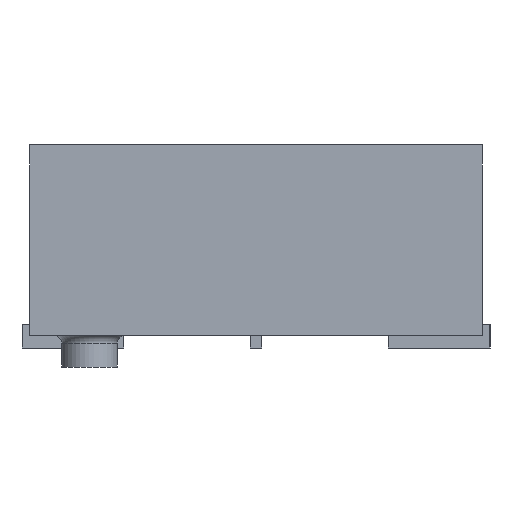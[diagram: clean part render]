
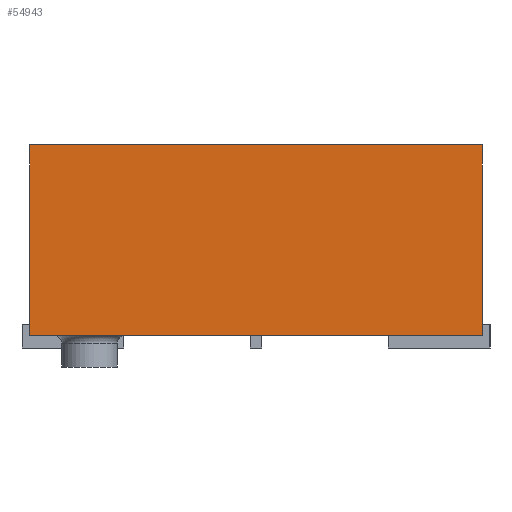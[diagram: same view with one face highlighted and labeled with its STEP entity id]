
A CAD part, left-side view. The second image highlights one B-rep face of the part: STEP entity #54943.
In plain terms, the highlighted planar face has unit normal (-1, 0, 0).
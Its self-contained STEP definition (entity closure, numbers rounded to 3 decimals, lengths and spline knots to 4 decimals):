
#44814 = VERTEX_POINT('',#44815);
#44815 = CARTESIAN_POINT('',(-10.6553,-3.6195,0.2025));
#44821 = EDGE_CURVE('',#44822,#44814,#44824,.T.);
#44822 = VERTEX_POINT('',#44823);
#44823 = CARTESIAN_POINT('',(-10.6553,3.6195,0.2025));
#44824 = LINE('',#44825,#44826);
#44825 = CARTESIAN_POINT('',(-10.6553,3.6195,0.2025));
#44826 = VECTOR('',#44827,1.);
#44827 = DIRECTION('',(0.,-1.,0.));
#54919 = VERTEX_POINT('',#54920);
#54920 = CARTESIAN_POINT('',(-10.6553,-3.6195,3.2505));
#54926 = EDGE_CURVE('',#54919,#44814,#54927,.T.);
#54927 = LINE('',#54928,#54929);
#54928 = CARTESIAN_POINT('',(-10.6553,-3.6195,3.2505));
#54929 = VECTOR('',#54930,1.);
#54930 = DIRECTION('',(0.,0.,-1.));
#54943 = ADVANCED_FACE('',(#54944),#54962,.F.);
#54944 = FACE_BOUND('',#54945,.T.);
#54945 = EDGE_LOOP('',(#54946,#54947,#54948,#54956));
#54946 = ORIENTED_EDGE('',*,*,#44821,.T.);
#54947 = ORIENTED_EDGE('',*,*,#54926,.F.);
#54948 = ORIENTED_EDGE('',*,*,#54949,.F.);
#54949 = EDGE_CURVE('',#54950,#54919,#54952,.T.);
#54950 = VERTEX_POINT('',#54951);
#54951 = CARTESIAN_POINT('',(-10.6553,3.6195,3.2505));
#54952 = LINE('',#54953,#54954);
#54953 = CARTESIAN_POINT('',(-10.6553,3.6195,3.2505));
#54954 = VECTOR('',#54955,1.);
#54955 = DIRECTION('',(0.,-1.,0.));
#54956 = ORIENTED_EDGE('',*,*,#54957,.T.);
#54957 = EDGE_CURVE('',#54950,#44822,#54958,.T.);
#54958 = LINE('',#54959,#54960);
#54959 = CARTESIAN_POINT('',(-10.6553,3.6195,3.2505));
#54960 = VECTOR('',#54961,1.);
#54961 = DIRECTION('',(0.,0.,-1.));
#54962 = PLANE('',#54963);
#54963 = AXIS2_PLACEMENT_3D('',#54964,#54965,#54966);
#54964 = CARTESIAN_POINT('',(-10.6553,3.6195,3.2505));
#54965 = DIRECTION('',(1.,0.,0.));
#54966 = DIRECTION('',(0.,1.,0.));
